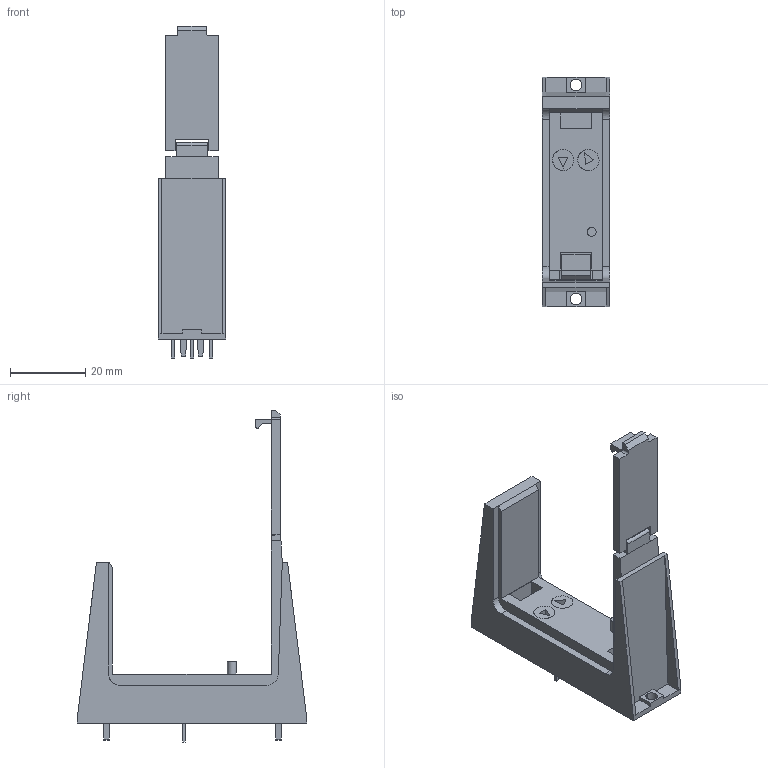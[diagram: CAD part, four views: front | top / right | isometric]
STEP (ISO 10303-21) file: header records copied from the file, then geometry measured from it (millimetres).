
FILE_DESCRIPTION(('CATIA V5 STEP Exchange','CAx-IF Rec.Pracs.--- Model Styling and Organization---1.5--- 2016-08-15','CAx-IF Rec.Pracs.---Supplemental Geometry---1.0---2011-11-01','CAx-IF Rec.Pracs.--- Composite Materials ---1.1---2010-07-15'),'2;1');
FILE_NAME ('D1477037_0', '2025-09-23T06:48:13+00:00', ('none'), ('Weidmueller'), 'CATIA Version 5-6 Release 2024 SP4', 'CATIA V5 STEP AP214 v3', 'none');
FILE_SCHEMA(('AUTOMOTIVE_DESIGN { 1 0 10303 214 1 1 1 1 }'));
Length unit declared in the file: millimetre
Products named in the file (1): S3D_VPCB_PV_I-II_R_1000
Bounding box: 17.9 x 60.8 x 88 mm (x, y, z)
Volume: 17497.4 mm3; surface area: 10412.2 mm2
Topology: 12 solids, 13 shells, 192 faces, 530 edges, 367 vertices
Faces by surface type: plane 144, cylinder 46, bspline 1, torus 1
Entity records: 6375 total; most frequent: CARTESIAN_POINT 1664, ORIENTED_EDGE 1052, DIRECTION 781, EDGE_CURVE 526, VECTOR 421, LINE 421, VERTEX_POINT 365, EDGE_LOOP 205
